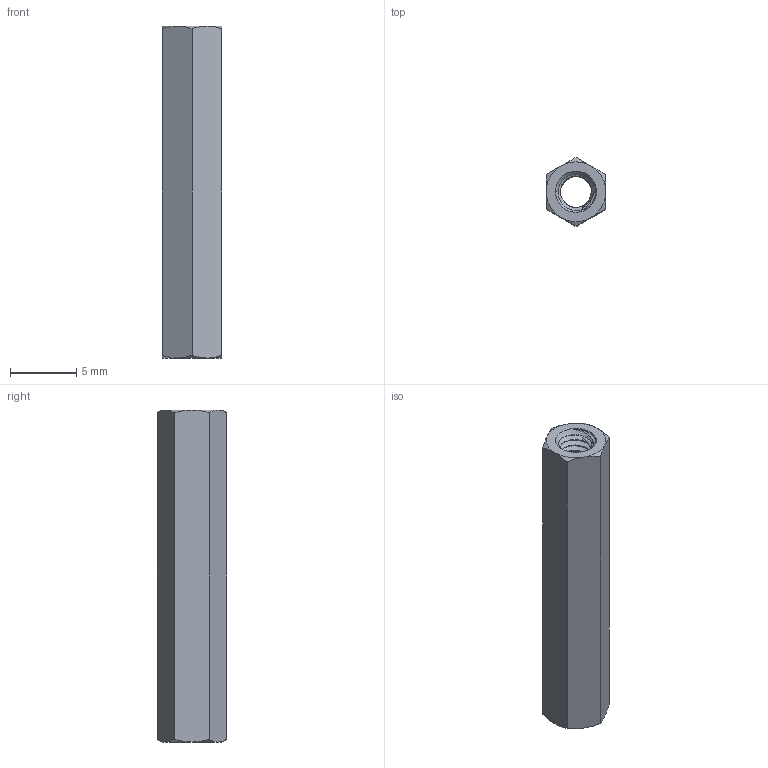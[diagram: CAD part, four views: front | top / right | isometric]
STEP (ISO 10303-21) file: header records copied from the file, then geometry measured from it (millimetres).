
FILE_DESCRIPTION (( 'STEP AP203' ), '1' );
FILE_NAME ('95947A018.step', '2015-09-03T14:11:26', ( '' ), ( '' ), 'SwSTEP 2.0', 'SolidWorks 2010', '' );
FILE_SCHEMA (( 'CONFIG_CONTROL_DESIGN' ));
Length unit declared in the file: millimetre
Products named in the file (1): 95947A018
Bounding box: 4.5 x 5.2 x 25 mm (x, y, z)
Volume: 293.9 mm3; surface area: 775.3 mm2
Topology: 1 solids, 1 shells, 130 faces, 372 edges, 244 vertices
Faces by surface type: cylinder 101, cone 18, plane 8, bspline 3
Entity records: 10220 total; most frequent: CARTESIAN_POINT 7428, ORIENTED_EDGE 744, DIRECTION 404, EDGE_CURVE 372, VERTEX_POINT 244, AXIS2_PLACEMENT_3D 146, EDGE_LOOP 132, ADVANCED_FACE 130
